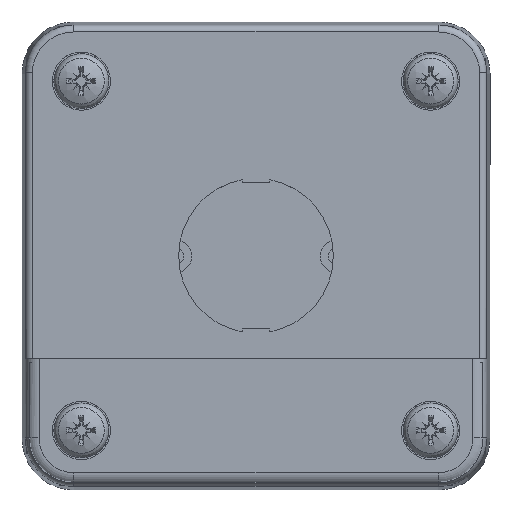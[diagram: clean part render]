
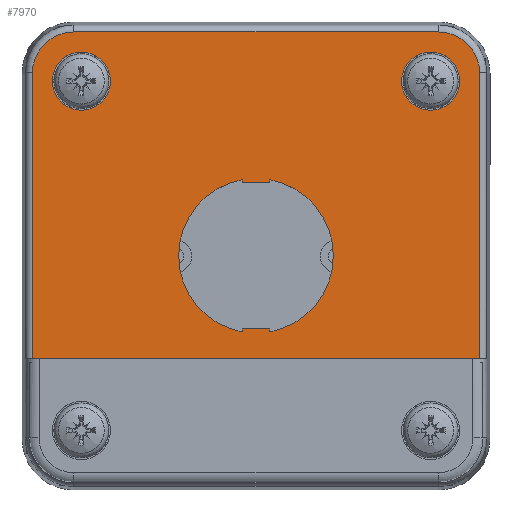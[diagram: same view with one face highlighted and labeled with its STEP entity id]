
A CAD part, top view. The second image highlights one B-rep face of the part: STEP entity #7970.
In plain terms, the highlighted face is planar.
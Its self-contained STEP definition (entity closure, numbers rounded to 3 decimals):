
#5465=CARTESIAN_POINT('',(-27.434,-34.764,0.9));
#5466=VERTEX_POINT('',#5465);
#5474=CARTESIAN_POINT('',(25.566,-34.764,0.9));
#5475=VERTEX_POINT('',#5474);
#5476=CARTESIAN_POINT('',(-27.434,-34.764,0.9));
#5477=DIRECTION('',(1.0,0.0,0.0));
#5478=VECTOR('',#5477,53.);
#5479=LINE('',#5476,#5478);
#5480=EDGE_CURVE('',#5466,#5475,#5479,.T.);
#5505=CARTESIAN_POINT('',(-33.48,-28.897,0.9));
#5506=VERTEX_POINT('',#5505);
#5507=CARTESIAN_POINT('',(-27.434,-28.715,0.9));
#5508=DIRECTION('',(0.,0.,1.0));
#5509=DIRECTION('',(-0.596,-0.803,0.));
#5510=AXIS2_PLACEMENT_3D('',#5507,#5508,#5509);
#5511=CIRCLE('',#5510,6.049);
#5512=EDGE_CURVE('',#5506,#5466,#5511,.T.);
#5572=CARTESIAN_POINT('',(31.613,-28.897,0.9));
#5573=VERTEX_POINT('',#5572);
#5574=CARTESIAN_POINT('',(25.566,-28.715,0.9));
#5575=DIRECTION('',(0.,0.,1.));
#5576=DIRECTION('',(0.596,-0.803,0.));
#5577=AXIS2_PLACEMENT_3D('',#5574,#5575,#5576);
#5578=CIRCLE('',#5577,6.049);
#5579=EDGE_CURVE('',#5475,#5573,#5578,.T.);
#5621=CARTESIAN_POINT('',(-33.48,12.785,0.9));
#5622=VERTEX_POINT('',#5621);
#5630=CARTESIAN_POINT('',(-33.48,12.785,0.9));
#5631=DIRECTION('',(0.0,-1.0,0.0));
#5632=VECTOR('',#5631,41.682);
#5633=LINE('',#5630,#5632);
#5634=EDGE_CURVE('',#5622,#5506,#5633,.T.);
#5651=CARTESIAN_POINT('',(31.613,12.785,0.9));
#5652=VERTEX_POINT('',#5651);
#5669=CARTESIAN_POINT('',(31.613,-28.897,0.9));
#5670=DIRECTION('',(0.0,1.0,0.0));
#5671=VECTOR('',#5670,41.682);
#5672=LINE('',#5669,#5671);
#5673=EDGE_CURVE('',#5573,#5652,#5672,.T.);
#7683=CARTESIAN_POINT('',(1.066,-12.865,0.9));
#7684=VERTEX_POINT('',#7683);
#7691=CARTESIAN_POINT('',(-2.934,-12.865,0.9));
#7692=VERTEX_POINT('',#7691);
#7693=CARTESIAN_POINT('',(-2.934,-12.865,0.9));
#7694=DIRECTION('',(1.0,0.0,0.0));
#7695=VECTOR('',#7694,4.);
#7696=LINE('',#7693,#7695);
#7697=EDGE_CURVE('',#7692,#7684,#7696,.T.);
#7722=CARTESIAN_POINT('',(-2.934,-13.286,0.9));
#7723=VERTEX_POINT('',#7722);
#7724=CARTESIAN_POINT('',(-2.934,-13.286,0.9));
#7725=DIRECTION('',(0.0,1.0,0.0));
#7726=VECTOR('',#7725,0.421);
#7727=LINE('',#7724,#7726);
#7728=EDGE_CURVE('',#7723,#7692,#7727,.T.);
#7754=CARTESIAN_POINT('',(-2.934,8.856,0.9));
#7755=VERTEX_POINT('',#7754);
#7756=CARTESIAN_POINT('',(-0.934,-2.215,0.9));
#7757=DIRECTION('',(0.0,0.0,1.));
#7758=DIRECTION('',(0.178,0.984,0.0));
#7759=AXIS2_PLACEMENT_3D('',#7756,#7757,#7758);
#7760=CIRCLE('',#7759,11.25);
#7761=EDGE_CURVE('',#7755,#7723,#7760,.T.);
#7786=CARTESIAN_POINT('',(-2.934,8.435,0.9));
#7787=VERTEX_POINT('',#7786);
#7788=CARTESIAN_POINT('',(-2.934,8.435,0.9));
#7789=DIRECTION('',(0.0,1.0,0.0));
#7790=VECTOR('',#7789,0.421);
#7791=LINE('',#7788,#7790);
#7792=EDGE_CURVE('',#7787,#7755,#7791,.T.);
#7817=CARTESIAN_POINT('',(1.066,8.435,0.9));
#7818=VERTEX_POINT('',#7817);
#7819=CARTESIAN_POINT('',(1.066,8.435,0.9));
#7820=DIRECTION('',(-1.0,0.0,0.0));
#7821=VECTOR('',#7820,4.);
#7822=LINE('',#7819,#7821);
#7823=EDGE_CURVE('',#7818,#7787,#7822,.T.);
#7848=CARTESIAN_POINT('',(1.066,8.856,0.9));
#7849=VERTEX_POINT('',#7848);
#7850=CARTESIAN_POINT('',(1.066,8.856,0.9));
#7851=DIRECTION('',(0.0,-1.0,0.0));
#7852=VECTOR('',#7851,0.421);
#7853=LINE('',#7850,#7852);
#7854=EDGE_CURVE('',#7849,#7818,#7853,.T.);
#7880=CARTESIAN_POINT('',(1.066,-13.286,0.9));
#7881=VERTEX_POINT('',#7880);
#7882=CARTESIAN_POINT('',(-0.934,-2.215,0.9));
#7883=DIRECTION('',(0.0,0.0,1.));
#7884=DIRECTION('',(-0.178,-0.984,0.0));
#7885=AXIS2_PLACEMENT_3D('',#7882,#7883,#7884);
#7886=CIRCLE('',#7885,11.25);
#7887=EDGE_CURVE('',#7881,#7849,#7886,.T.);
#7910=CARTESIAN_POINT('',(1.066,-12.865,0.9));
#7911=DIRECTION('',(0.0,-1.0,0.0));
#7912=VECTOR('',#7911,0.421);
#7913=LINE('',#7910,#7912);
#7914=EDGE_CURVE('',#7684,#7881,#7913,.T.);
#7920=CARTESIAN_POINT('',(-0.934,-42.449,0.9));
#7921=DIRECTION('',(0.0,0.0,1.0));
#7922=DIRECTION('',(1.0,0.0,0.0));
#7923=AXIS2_PLACEMENT_3D('',#7920,#7921,#7922);
#7924=PLANE('',#7923);
#7925=ORIENTED_EDGE('',*,*,#5634,.F.);
#7926=CARTESIAN_POINT('',(-33.48,12.785,0.9));
#7927=DIRECTION('',(1.0,0.0,0.0));
#7928=VECTOR('',#7927,65.093);
#7929=LINE('',#7926,#7928);
#7930=EDGE_CURVE('',#5622,#5652,#7929,.T.);
#7931=ORIENTED_EDGE('',*,*,#7930,.T.);
#7932=ORIENTED_EDGE('',*,*,#5673,.F.);
#7933=ORIENTED_EDGE('',*,*,#5579,.F.);
#7934=ORIENTED_EDGE('',*,*,#5480,.F.);
#7935=ORIENTED_EDGE('',*,*,#5512,.F.);
#7936=EDGE_LOOP('',(#7925,#7931,#7932,#7933,#7934,#7935));
#7937=FACE_OUTER_BOUND('',#7936,.T.);
#7938=ORIENTED_EDGE('',*,*,#7823,.T.);
#7939=ORIENTED_EDGE('',*,*,#7792,.T.);
#7940=ORIENTED_EDGE('',*,*,#7761,.T.);
#7941=ORIENTED_EDGE('',*,*,#7728,.T.);
#7942=ORIENTED_EDGE('',*,*,#7697,.T.);
#7943=ORIENTED_EDGE('',*,*,#7914,.T.);
#7944=ORIENTED_EDGE('',*,*,#7887,.T.);
#7945=ORIENTED_EDGE('',*,*,#7854,.T.);
#7946=EDGE_LOOP('',(#7938,#7939,#7940,#7941,#7942,#7943,#7944,#7945));
#7947=FACE_BOUND('',#7946,.T.);
#7948=CARTESIAN_POINT('',(-22.109,-27.615,0.9));
#7949=VERTEX_POINT('',#7948);
#7950=CARTESIAN_POINT('',(-26.334,-27.615,0.9));
#7951=DIRECTION('',(0.0,0.0,-1.0));
#7952=DIRECTION('',(-1.0,0.0,0.0));
#7953=AXIS2_PLACEMENT_3D('',#7950,#7951,#7952);
#7954=CIRCLE('',#7953,4.225);
#7955=EDGE_CURVE('',#7949,#7949,#7954,.T.);
#7956=ORIENTED_EDGE('',*,*,#7955,.F.);
#7957=EDGE_LOOP('',(#7956));
#7958=FACE_BOUND('',#7957,.T.);
#7959=CARTESIAN_POINT('',(28.691,-27.615,0.9));
#7960=VERTEX_POINT('',#7959);
#7961=CARTESIAN_POINT('',(24.466,-27.615,0.9));
#7962=DIRECTION('',(0.0,0.0,-1.0));
#7963=DIRECTION('',(-1.0,0.0,0.0));
#7964=AXIS2_PLACEMENT_3D('',#7961,#7962,#7963);
#7965=CIRCLE('',#7964,4.225);
#7966=EDGE_CURVE('',#7960,#7960,#7965,.T.);
#7967=ORIENTED_EDGE('',*,*,#7966,.F.);
#7968=EDGE_LOOP('',(#7967));
#7969=FACE_BOUND('',#7968,.T.);
#7970=ADVANCED_FACE('',(#7937,#7947,#7958,#7969),#7924,.F.);
